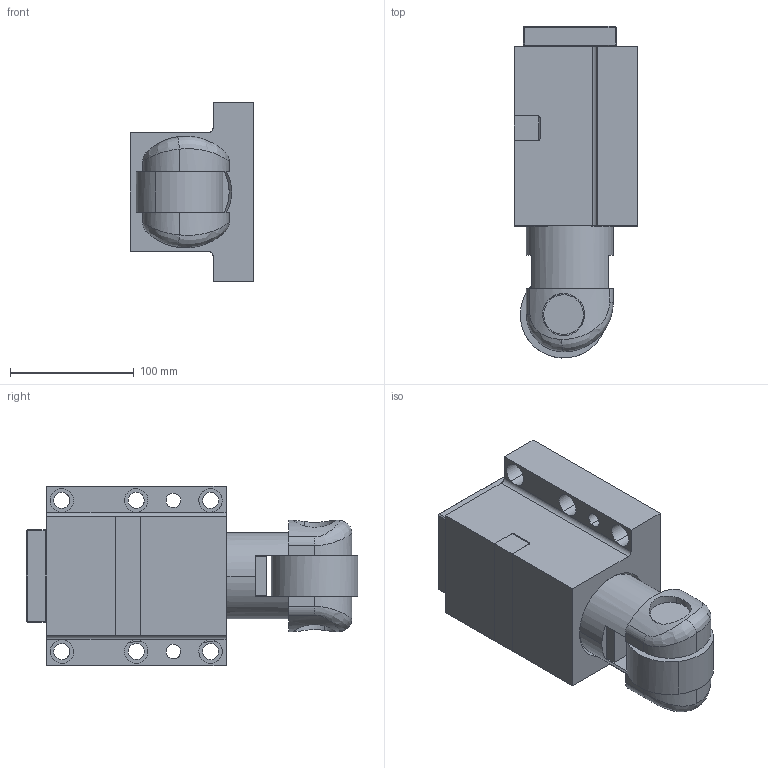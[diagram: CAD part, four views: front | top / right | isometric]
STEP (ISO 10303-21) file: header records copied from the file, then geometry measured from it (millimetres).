
FILE_DESCRIPTION(('CATIA V5 STEP Exchange'),'2;1');
FILE_NAME('CPUN_20000_50.stp','2014-10-03T10:50:31+00:00',('none'),('none'),'CATIA Version 5 Release 19 SP 2 (IN-10)','CATIA V5 STEP AP203','none');
FILE_SCHEMA(('CONFIG_CONTROL_DESIGN'));
Length unit declared in the file: millimetre
Products named in the file (1): CPUN-20000-50
Bounding box: 100 x 267.84 x 145 mm (x, y, z)
Volume: 1869964 mm3; surface area: 251817.7 mm2
Topology: 2 solids, 9 shells, 271 faces, 710 edges, 440 vertices
Faces by surface type: cylinder 113, plane 88, cone 42, torus 20, bspline 8
Entity records: 9339 total; most frequent: CARTESIAN_POINT 3111, ORIENTED_EDGE 1364, DIRECTION 1048, EDGE_CURVE 682, AXIS2_PLACEMENT_3D 492, VERTEX_POINT 436, VECTOR 332, LINE 332
